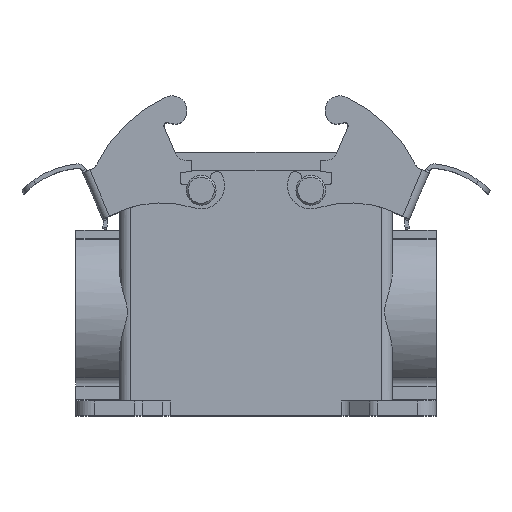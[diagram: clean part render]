
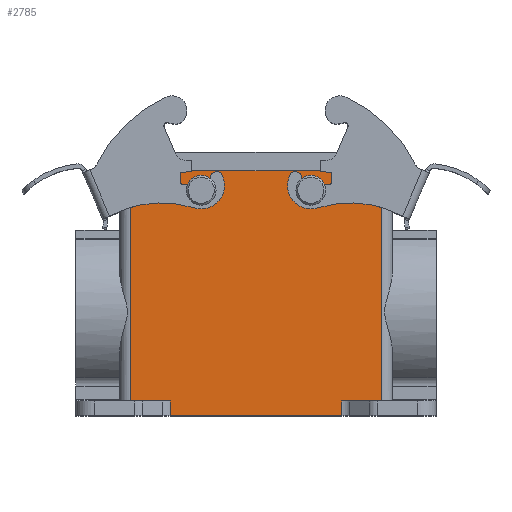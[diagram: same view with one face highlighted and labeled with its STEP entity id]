
A CAD part, top view. The second image highlights one B-rep face of the part: STEP entity #2785.
In plain terms, the highlighted planar face has unit normal (0, 0, 1).
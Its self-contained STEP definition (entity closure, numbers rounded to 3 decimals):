
#8 = VECTOR ( 'NONE', #5304, 1000. ) ;
#11 = VECTOR ( 'NONE', #5302, 1000. ) ;
#15 = AXIS2_PLACEMENT_3D ( 'NONE', #5298, #5299, #5300 ) ;
#23 = CIRCLE ( 'NONE', #15, 3.75 ) ;
#311 = EDGE_CURVE ( 'NONE', #11988, #11988, #23, .T. ) ;
#312 = EDGE_CURVE ( 'NONE', #12317, #12284, #4042, .T. ) ;
#313 = EDGE_CURVE ( 'NONE', #12317, #12321, #4107, .T. ) ;
#314 = EDGE_CURVE ( 'NONE', #12321, #12310, #4108, .T. ) ;
#315 = EDGE_CURVE ( 'NONE', #12292, #12310, #4109, .T. ) ;
#316 = EDGE_CURVE ( 'NONE', #12290, #12292, #4110, .T. ) ;
#317 = EDGE_CURVE ( 'NONE', #12290, #12288, #4111, .T. ) ;
#318 = EDGE_CURVE ( 'NONE', #12284, #12286, #4112, .T. ) ;
#319 = EDGE_CURVE ( 'NONE', #11989, #11989, #14844, .T. ) ;
#320 = EDGE_CURVE ( 'NONE', #12286, #12288, #4106, .T. ) ;
#1405 = VECTOR ( 'NONE', #5319, 1000. ) ;
#2130 = EDGE_LOOP ( 'NONE', ( #12506 ) ) ;
#2785 = ADVANCED_FACE ( 'NONE', ( #11736, #11737, #11738 ), #11236, .F. ) ;
#4042 = LINE ( 'NONE', #5301, #11 ) ;
#4106 = LINE ( 'NONE', #5318, #1405 ) ;
#4107 = LINE ( 'NONE', #5303, #8 ) ;
#4108 = LINE ( 'NONE', #5305, #14851 ) ;
#4109 = LINE ( 'NONE', #5307, #14849 ) ;
#4110 = LINE ( 'NONE', #5309, #14850 ) ;
#4111 = LINE ( 'NONE', #5311, #14846 ) ;
#4112 = LINE ( 'NONE', #5313, #14848 ) ;
#4369 = EDGE_LOOP ( 'NONE', ( #12495 ) ) ;
#5298 = CARTESIAN_POINT ( 'NONE',  ( 63.25, 60.725, -6.375 ) ) ;
#5299 = DIRECTION ( 'NONE',  ( 0., 0., 1. ) ) ;
#5300 = DIRECTION ( 'NONE',  ( -1., 0., 0. ) ) ;
#5301 = CARTESIAN_POINT ( 'NONE',  ( 14.75, 66., -6.375 ) ) ;
#5302 = DIRECTION ( 'NONE',  ( 0., -1., 0. ) ) ;
#5303 = CARTESIAN_POINT ( 'NONE',  ( 14.75, 66., -6.375 ) ) ;
#5304 = DIRECTION ( 'NONE',  ( 1., 0., 0. ) ) ;
#5305 = CARTESIAN_POINT ( 'NONE',  ( 82.25, 66., -6.375 ) ) ;
#5306 = DIRECTION ( 'NONE',  ( 0., -1., 0. ) ) ;
#5307 = CARTESIAN_POINT ( 'NONE',  ( 14.75, 4., -6.375 ) ) ;
#5308 = DIRECTION ( 'NONE',  ( 1., 0., 0. ) ) ;
#5309 = CARTESIAN_POINT ( 'NONE',  ( 71.619, 4., -6.375 ) ) ;
#5310 = DIRECTION ( 'NONE',  ( 0., 1., 0. ) ) ;
#5311 = CARTESIAN_POINT ( 'NONE',  ( 24.25, 0., -6.375 ) ) ;
#5312 = DIRECTION ( 'NONE',  ( -1., 0., 0. ) ) ;
#5313 = CARTESIAN_POINT ( 'NONE',  ( 14.75, 4., -6.375 ) ) ;
#5314 = DIRECTION ( 'NONE',  ( 1., 0., 0. ) ) ;
#5315 = CARTESIAN_POINT ( 'NONE',  ( 33.75, 60.725, -6.375 ) ) ;
#5316 = DIRECTION ( 'NONE',  ( 0., 0., 1. ) ) ;
#5317 = DIRECTION ( 'NONE',  ( -1., 0., 0. ) ) ;
#5318 = CARTESIAN_POINT ( 'NONE',  ( 25.381, 0., -6.375 ) ) ;
#5319 = DIRECTION ( 'NONE',  ( 0., -1., 0. ) ) ;
#11236 = PLANE ( 'NONE',  #11612 ) ;
#11237 = CARTESIAN_POINT ( 'NONE',  ( 14.75, 66., -6.375 ) ) ;
#11238 = DIRECTION ( 'NONE',  ( 0., 0., -1. ) ) ;
#11239 = DIRECTION ( 'NONE',  ( -1., 0., 0. ) ) ;
#11612 = AXIS2_PLACEMENT_3D ( 'NONE', #11237, #11238, #11239 ) ;
#11736 = FACE_BOUND ( 'NONE', #4369, .T. ) ;
#11737 = FACE_OUTER_BOUND ( 'NONE', #12389, .T. ) ;
#11738 = FACE_BOUND ( 'NONE', #2130, .T. ) ;
#11988 = VERTEX_POINT ( 'NONE', #14431 ) ;
#11989 = VERTEX_POINT ( 'NONE', #14432 ) ;
#12284 = VERTEX_POINT ( 'NONE', #13805 ) ;
#12286 = VERTEX_POINT ( 'NONE', #13807 ) ;
#12288 = VERTEX_POINT ( 'NONE', #13809 ) ;
#12290 = VERTEX_POINT ( 'NONE', #13811 ) ;
#12292 = VERTEX_POINT ( 'NONE', #13813 ) ;
#12310 = VERTEX_POINT ( 'NONE', #13831 ) ;
#12317 = VERTEX_POINT ( 'NONE', #13838 ) ;
#12321 = VERTEX_POINT ( 'NONE', #13842 ) ;
#12389 = EDGE_LOOP ( 'NONE', ( #12497, #12499, #12498, #12500, #12501, #12502, #12503, #12504 ) ) ;
#12495 = ORIENTED_EDGE ( 'NONE', *, *, #319, .F. ) ;
#12497 = ORIENTED_EDGE ( 'NONE', *, *, #318, .T. ) ;
#12498 = ORIENTED_EDGE ( 'NONE', *, *, #317, .F. ) ;
#12499 = ORIENTED_EDGE ( 'NONE', *, *, #320, .T. ) ;
#12500 = ORIENTED_EDGE ( 'NONE', *, *, #316, .T. ) ;
#12501 = ORIENTED_EDGE ( 'NONE', *, *, #315, .T. ) ;
#12502 = ORIENTED_EDGE ( 'NONE', *, *, #314, .F. ) ;
#12503 = ORIENTED_EDGE ( 'NONE', *, *, #313, .F. ) ;
#12504 = ORIENTED_EDGE ( 'NONE', *, *, #312, .T. ) ;
#12506 = ORIENTED_EDGE ( 'NONE', *, *, #311, .F. ) ;
#13805 = CARTESIAN_POINT ( 'NONE',  ( 14.75, 4., -6.375 ) ) ;
#13807 = CARTESIAN_POINT ( 'NONE',  ( 25.381, 4., -6.375 ) ) ;
#13809 = CARTESIAN_POINT ( 'NONE',  ( 25.381, 0., -6.375 ) ) ;
#13811 = CARTESIAN_POINT ( 'NONE',  ( 71.619, 0., -6.375 ) ) ;
#13813 = CARTESIAN_POINT ( 'NONE',  ( 71.619, 4., -6.375 ) ) ;
#13831 = CARTESIAN_POINT ( 'NONE',  ( 82.25, 4., -6.375 ) ) ;
#13838 = CARTESIAN_POINT ( 'NONE',  ( 14.75, 66., -6.375 ) ) ;
#13842 = CARTESIAN_POINT ( 'NONE',  ( 82.25, 66., -6.375 ) ) ;
#14431 = CARTESIAN_POINT ( 'NONE',  ( 59.5, 60.725, -6.375 ) ) ;
#14432 = CARTESIAN_POINT ( 'NONE',  ( 30., 60.725, -6.375 ) ) ;
#14844 = CIRCLE ( 'NONE', #14845, 3.75 ) ;
#14845 = AXIS2_PLACEMENT_3D ( 'NONE', #5315, #5316, #5317 ) ;
#14846 = VECTOR ( 'NONE', #5312, 1000. ) ;
#14848 = VECTOR ( 'NONE', #5314, 1000. ) ;
#14849 = VECTOR ( 'NONE', #5308, 1000. ) ;
#14850 = VECTOR ( 'NONE', #5310, 1000. ) ;
#14851 = VECTOR ( 'NONE', #5306, 1000. ) ;
